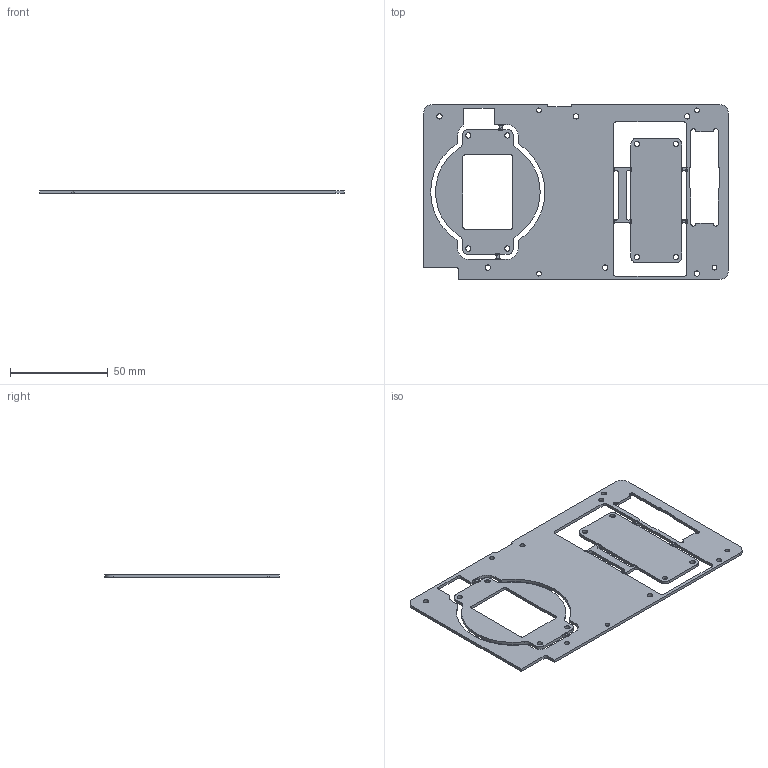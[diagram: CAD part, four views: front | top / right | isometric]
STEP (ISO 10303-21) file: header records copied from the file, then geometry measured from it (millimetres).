
FILE_DESCRIPTION(('Open CASCADE Model'),'2;1');
FILE_NAME('Open CASCADE Shape Model','2017-10-10T02:30:32',('Author'),( 'Open CASCADE'),'Open CASCADE STEP processor 6.8','Open CASCADE 6.8' ,'Unknown');
FILE_SCHEMA(('AUTOMOTIVE_DESIGN_CC2 { 1 2 10303 214 -1 1 5 4 }'));
Length unit declared in the file: millimetre
Products named in the file (2): PCB; BoardGC1
Assembly tree (1 placements, depth 2):
  PCB
    BoardGC1
Bounding box: 156.32 x 89.64 x 1.53 mm (x, y, z)
Volume: 15772.6 mm3; surface area: 23464.5 mm2
Topology: 1 solids, 1 shells, 297 faces, 885 edges, 590 vertices
Faces by surface type: plane 188, cylinder 109
Full cylindrical faces by diameter (mm): 0.6 x36, 2.5 x4, 2.7 x13
Entity records: 21983 total; most frequent: CARTESIAN_POINT 3964, DIRECTION 3401, LINE 2219, VECTOR 2219, ORIENTED_EDGE 1770, PCURVE 1770, DEFINITIONAL_REPRESENTATION 1770, EDGE_CURVE 885
